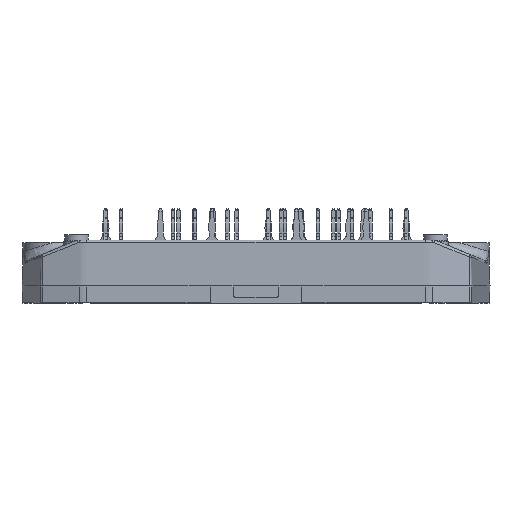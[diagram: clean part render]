
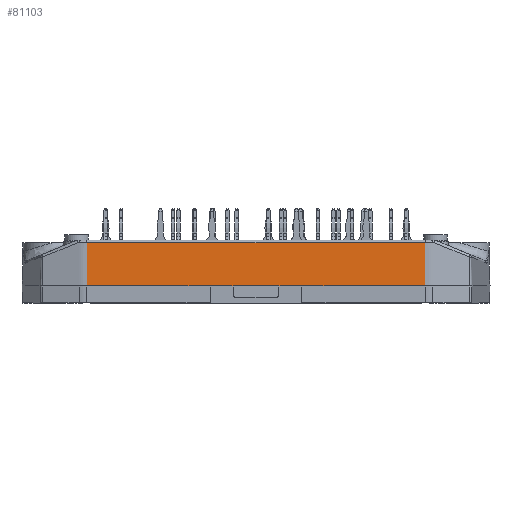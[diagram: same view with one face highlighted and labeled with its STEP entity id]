
A CAD part, front view. The second image highlights one B-rep face of the part: STEP entity #81103.
In plain terms, the highlighted planar face has unit normal (0, -1, 0.026).
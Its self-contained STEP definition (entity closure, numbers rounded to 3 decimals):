
#11612=ORIENTED_EDGE('',*,*,#26643,.F.);
#11613=ORIENTED_EDGE('',*,*,#26644,.T.);
#11614=ORIENTED_EDGE('',*,*,#26360,.F.);
#11615=ORIENTED_EDGE('',*,*,#26645,.F.);
#11616=ORIENTED_EDGE('',*,*,#26646,.T.);
#11617=ORIENTED_EDGE('',*,*,#26647,.T.);
#11618=ORIENTED_EDGE('',*,*,#26630,.T.);
#11619=ORIENTED_EDGE('',*,*,#26648,.F.);
#11620=ORIENTED_EDGE('',*,*,#26624,.F.);
#11621=ORIENTED_EDGE('',*,*,#26347,.F.);
#26347=EDGE_CURVE('',#34083,#34084,#39401,.T.);
#26360=EDGE_CURVE('',#34093,#34094,#39409,.T.);
#26624=EDGE_CURVE('',#34084,#34253,#39543,.T.);
#26630=EDGE_CURVE('',#34259,#34258,#39547,.T.);
#26643=EDGE_CURVE('',#34270,#34083,#39555,.T.);
#26644=EDGE_CURVE('',#34270,#34094,#39556,.F.);
#26645=EDGE_CURVE('',#34271,#34093,#39557,.F.);
#26646=EDGE_CURVE('',#34271,#34272,#39558,.T.);
#26647=EDGE_CURVE('',#34272,#34259,#39559,.T.);
#26648=EDGE_CURVE('',#34253,#34258,#39560,.T.);
#34083=VERTEX_POINT('',#114709);
#34084=VERTEX_POINT('',#114711);
#34093=VERTEX_POINT('',#114744);
#34094=VERTEX_POINT('',#114745);
#34253=VERTEX_POINT('',#115819);
#34258=VERTEX_POINT('',#115829);
#34259=VERTEX_POINT('',#115831);
#34270=VERTEX_POINT('',#115940);
#34271=VERTEX_POINT('',#115943);
#34272=VERTEX_POINT('',#115945);
#39401=LINE('',#114710,#44744);
#39409=LINE('',#114743,#44752);
#39543=LINE('',#115818,#44886);
#39547=LINE('',#115830,#44890);
#39555=LINE('',#115939,#44898);
#39556=LINE('',#115941,#44899);
#39557=LINE('',#115942,#44900);
#39558=LINE('',#115944,#44901);
#39559=LINE('',#115946,#44902);
#39560=LINE('',#115947,#44903);
#44744=VECTOR('',#95154,1000.);
#44752=VECTOR('',#95178,1000.);
#44886=VECTOR('',#95640,1000.);
#44890=VECTOR('',#95648,1000.);
#44898=VECTOR('',#95660,1000.);
#44899=VECTOR('',#95661,1000.);
#44900=VECTOR('',#95662,1000.);
#44901=VECTOR('',#95663,1000.);
#44902=VECTOR('',#95664,1000.);
#44903=VECTOR('',#95665,1000.);
#49647=EDGE_LOOP('',(#11612,#11613,#11614,#11615,#11616,#11617,#11618,#11619,
#11620,#11621));
#53130=FACE_BOUND('',#49647,.T.);
#55812=PLANE('',#85575);
#81103=ADVANCED_FACE('',(#53130),#55812,.T.);
#85575=AXIS2_PLACEMENT_3D('',#115938,#95658,#95659);
#95154=DIRECTION('',(-1.,0.,0.));
#95178=DIRECTION('',(1.,0.,0.));
#95640=DIRECTION('',(-1.,0.,0.));
#95648=DIRECTION('',(1.,0.,0.));
#95658=DIRECTION('',(0.,-1.,0.026));
#95659=DIRECTION('',(0.,0.026,1.));
#95660=DIRECTION('',(-1.,0.,0.));
#95661=DIRECTION('',(0.006,-0.026,-1.));
#95662=DIRECTION('',(-0.006,-0.026,-1.));
#95663=DIRECTION('',(1.,0.,0.));
#95664=DIRECTION('',(1.,0.,0.));
#95665=DIRECTION('',(-1.,0.,0.));
#114709=CARTESIAN_POINT('',(29.513,-30.776,2.02));
#114710=CARTESIAN_POINT('',(17.961,-30.776,2.02));
#114711=CARTESIAN_POINT('',(8.,-30.776,2.02));
#114743=CARTESIAN_POINT('',(27.533,-30.58,9.533));
#114744=CARTESIAN_POINT('',(-29.469,-30.58,9.533));
#114745=CARTESIAN_POINT('',(29.469,-30.58,9.533));
#115818=CARTESIAN_POINT('',(17.961,-30.776,2.02));
#115819=CARTESIAN_POINT('',(4.,-30.776,2.02));
#115829=CARTESIAN_POINT('',(-4.,-30.776,2.02));
#115830=CARTESIAN_POINT('',(-17.961,-30.776,2.02));
#115831=CARTESIAN_POINT('',(-8.,-30.776,2.02));
#115938=CARTESIAN_POINT('',(17.961,-30.776,2.02));
#115939=CARTESIAN_POINT('',(17.961,-30.776,2.02));
#115940=CARTESIAN_POINT('',(29.513,-30.776,2.02));
#115941=CARTESIAN_POINT('',(29.512,-30.775,2.087));
#115942=CARTESIAN_POINT('',(-29.512,-30.775,2.087));
#115943=CARTESIAN_POINT('',(-29.513,-30.776,2.02));
#115944=CARTESIAN_POINT('',(-17.961,-30.776,2.02));
#115945=CARTESIAN_POINT('',(-29.513,-30.776,2.02));
#115946=CARTESIAN_POINT('',(-17.961,-30.776,2.02));
#115947=CARTESIAN_POINT('',(-17.961,-30.776,2.02));
